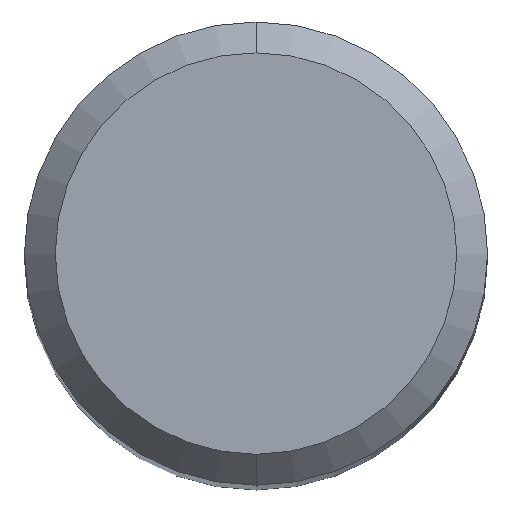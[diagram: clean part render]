
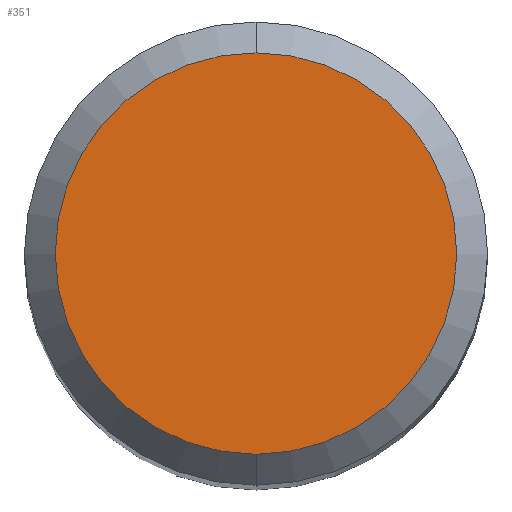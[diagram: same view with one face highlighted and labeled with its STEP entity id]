
A CAD part, top view. The second image highlights one B-rep face of the part: STEP entity #351.
In plain terms, the highlighted planar face has unit normal (0, 0, 1).
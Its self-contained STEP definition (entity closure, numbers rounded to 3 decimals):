
#205=VERTEX_POINT('',#532);
#351=ADVANCED_FACE('',(#697),#698,.T.);
#405=EDGE_CURVE('',#205,#411,#756,.T.);
#411=VERTEX_POINT('',#763);
#443=EDGE_CURVE('',#411,#205,#799,.T.);
#532=CARTESIAN_POINT('',(0.,-2.6,0.0));
#697=FACE_OUTER_BOUND('',#1265,.T.);
#698=PLANE('',#1266);
#756=CIRCLE('',#1350,2.6);
#763=CARTESIAN_POINT('',(0.0,2.6,0.0));
#799=CIRCLE('',#1415,2.6);
#1265=EDGE_LOOP('',(#1735,#1736));
#1266=AXIS2_PLACEMENT_3D('',#1737,#1738,#1739);
#1350=AXIS2_PLACEMENT_3D('',#1792,#1793,#1794);
#1415=AXIS2_PLACEMENT_3D('',#1845,#1846,#1847);
#1735=ORIENTED_EDGE('',*,*,#443,.F.);
#1736=ORIENTED_EDGE('',*,*,#405,.F.);
#1737=CARTESIAN_POINT('',(0.0,1.3,0.0));
#1738=DIRECTION('',(-0.0,0.0,1.0));
#1739=DIRECTION('',(0.0,-1.0,0.0));
#1792=CARTESIAN_POINT('',(0.0,0.0,0.0));
#1793=DIRECTION('',(0.0,0.0,-1.0));
#1794=DIRECTION('',(0.0,1.0,0.0));
#1845=CARTESIAN_POINT('',(0.0,0.0,0.0));
#1846=DIRECTION('',(0.0,0.0,-1.0));
#1847=DIRECTION('',(0.0,1.0,0.0));
